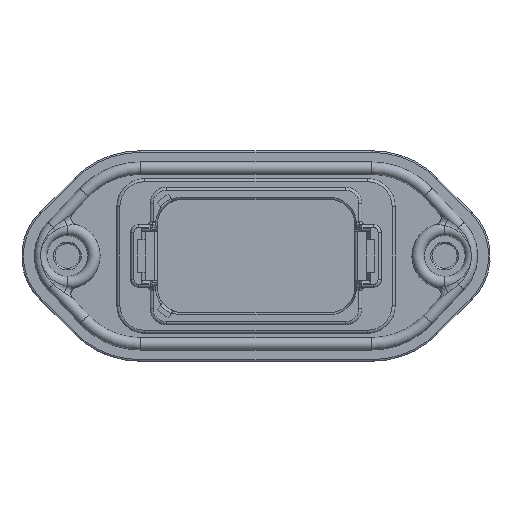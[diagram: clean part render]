
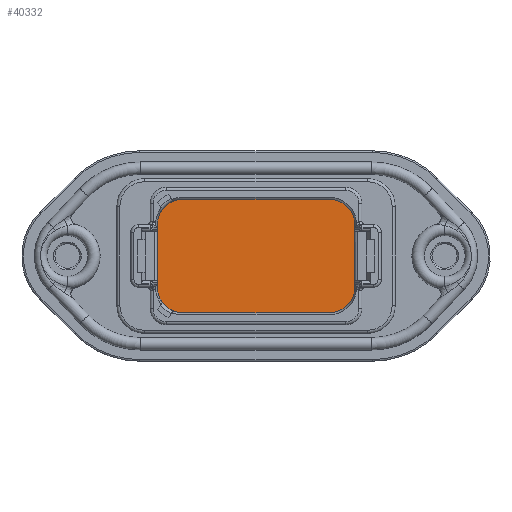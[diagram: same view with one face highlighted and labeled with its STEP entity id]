
A CAD part, front view. The second image highlights one B-rep face of the part: STEP entity #40332.
In plain terms, the highlighted planar face has unit normal (0, -1, 0).
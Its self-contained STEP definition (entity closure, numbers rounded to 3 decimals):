
#2111=CARTESIAN_POINT('',(-11.85,24.5,-5.1));
#2112=DIRECTION('',(0.,-1.,0.));
#2113=DIRECTION('',(-1.,0.,0.));
#2114=AXIS2_PLACEMENT_3D('',#2111,#2112,#2113);
#2116=DIRECTION('',(0.,0.,-1.));
#2117=VECTOR('',#2116,10.2);
#2118=CARTESIAN_POINT('',(-15.95,24.5,5.1));
#2119=LINE('',#2118,#2117);
#2120=CARTESIAN_POINT('',(-11.85,24.5,5.1));
#2121=DIRECTION('',(0.,-1.,0.));
#2122=DIRECTION('',(0.,0.,1.));
#2123=AXIS2_PLACEMENT_3D('',#2120,#2121,#2122);
#2125=DIRECTION('',(-1.,0.,0.));
#2126=VECTOR('',#2125,23.7);
#2127=CARTESIAN_POINT('',(11.85,24.5,9.2));
#2128=LINE('',#2127,#2126);
#2129=CARTESIAN_POINT('',(11.85,24.5,5.1));
#2130=DIRECTION('',(0.,-1.,0.));
#2131=DIRECTION('',(1.,0.,0.));
#2132=AXIS2_PLACEMENT_3D('',#2129,#2130,#2131);
#2134=DIRECTION('',(0.,0.,1.));
#2135=VECTOR('',#2134,10.2);
#2136=CARTESIAN_POINT('',(15.95,24.5,-5.1));
#2137=LINE('',#2136,#2135);
#2138=CARTESIAN_POINT('',(11.85,24.5,-5.1));
#2139=DIRECTION('',(0.,-1.,0.));
#2140=DIRECTION('',(0.,0.,-1.));
#2141=AXIS2_PLACEMENT_3D('',#2138,#2139,#2140);
#2143=DIRECTION('',(1.,0.,0.));
#2144=VECTOR('',#2143,23.7);
#2145=CARTESIAN_POINT('',(-11.85,24.5,-9.2));
#2146=LINE('',#2145,#2144);
#29121=CARTESIAN_POINT('',(-15.95,24.5,-5.1));
#29122=CARTESIAN_POINT('',(-11.85,24.5,-9.2));
#29123=VERTEX_POINT('',#29121);
#29124=VERTEX_POINT('',#29122);
#29125=CARTESIAN_POINT('',(11.85,24.5,-9.2));
#29126=CARTESIAN_POINT('',(15.95,24.5,-5.1));
#29127=VERTEX_POINT('',#29125);
#29128=VERTEX_POINT('',#29126);
#29129=CARTESIAN_POINT('',(15.95,24.5,5.1));
#29130=CARTESIAN_POINT('',(11.85,24.5,9.2));
#29131=VERTEX_POINT('',#29129);
#29132=VERTEX_POINT('',#29130);
#29133=CARTESIAN_POINT('',(-11.85,24.5,9.2));
#29134=CARTESIAN_POINT('',(-15.95,24.5,5.1));
#29135=VERTEX_POINT('',#29133);
#29136=VERTEX_POINT('',#29134);
#40313=CARTESIAN_POINT('',(0.,24.5,0.));
#40314=DIRECTION('',(0.,-1.,0.));
#40315=DIRECTION('',(-1.,0.,0.));
#40316=AXIS2_PLACEMENT_3D('',#40313,#40314,#40315);
#40317=PLANE('',#40316);
#40318=ORIENTED_EDGE('',*,*,#40043,.F.);
#40320=ORIENTED_EDGE('',*,*,#40319,.F.);
#40322=ORIENTED_EDGE('',*,*,#40321,.F.);
#40323=ORIENTED_EDGE('',*,*,#40293,.F.);
#40324=ORIENTED_EDGE('',*,*,#40307,.F.);
#40325=ORIENTED_EDGE('',*,*,#38996,.F.);
#40327=ORIENTED_EDGE('',*,*,#40326,.F.);
#40329=ORIENTED_EDGE('',*,*,#40328,.F.);
#40330=EDGE_LOOP('',(#40318,#40320,#40322,#40323,#40324,#40325,#40327,#40329));
#40331=FACE_OUTER_BOUND('',#40330,.F.);
#40332=ADVANCED_FACE('',(#40331),#40317,.T.);
#2115=CIRCLE('',#2114,4.1);
#2124=CIRCLE('',#2123,4.1);
#2133=CIRCLE('',#2132,4.1);
#2142=CIRCLE('',#2141,4.1);
#38996=EDGE_CURVE('',#29128,#29131,#2137,.T.);
#40043=EDGE_CURVE('',#29123,#29124,#2115,.T.);
#40293=EDGE_CURVE('',#29132,#29135,#2128,.T.);
#40307=EDGE_CURVE('',#29131,#29132,#2133,.T.);
#40319=EDGE_CURVE('',#29136,#29123,#2119,.T.);
#40321=EDGE_CURVE('',#29135,#29136,#2124,.T.);
#40326=EDGE_CURVE('',#29127,#29128,#2142,.T.);
#40328=EDGE_CURVE('',#29124,#29127,#2146,.T.);
